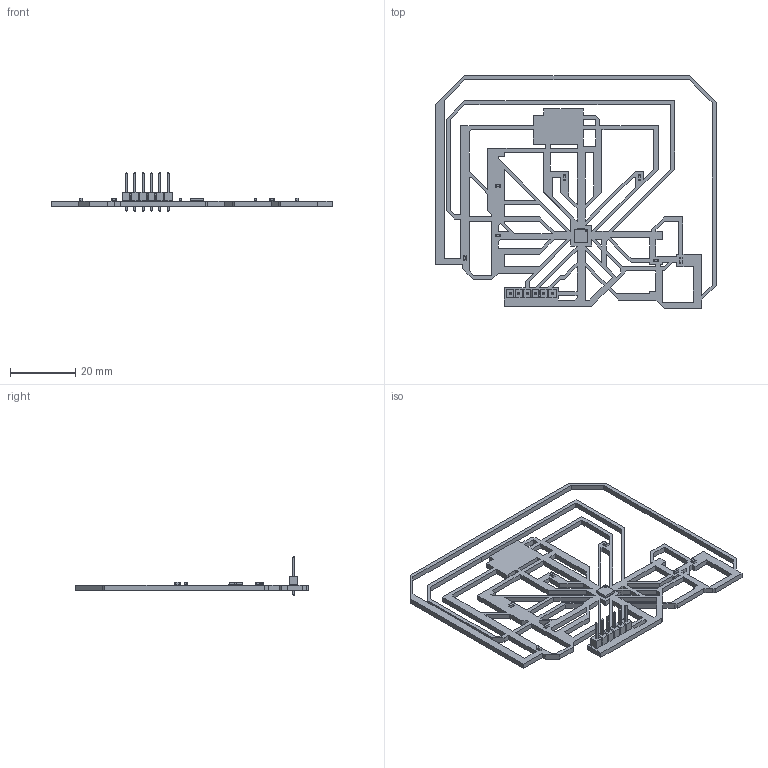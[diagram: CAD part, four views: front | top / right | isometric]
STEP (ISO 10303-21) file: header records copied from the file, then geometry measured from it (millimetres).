
FILE_DESCRIPTION(('KiCad electronic assembly'),'2;1');
FILE_NAME('asdfgg.step','2022-08-20T19:08:27',('Pcbnew'),('Kicad'), 'Open CASCADE STEP processor 7.5','KiCad to STEP converter','Unknown' );
FILE_SCHEMA(('AUTOMOTIVE_DESIGN { 1 0 10303 214 1 1 1 1 }'));
Length unit declared in the file: millimetre
Products named in the file (8): asdfgg 1; C_0603_1608Metric; SOLID; AD8232ACPZ-WP; COMPOUND; 6130xx11121-6Pin; asdfgg PCB
Assembly tree (13 placements, depth 3):
  asdfgg 1
    C_0603_1608Metric  x7
      SOLID
    AD8232ACPZ-WP
      COMPOUND
    6130xx11121-6Pin
      COMPOUND
    asdfgg PCB
Bounding box: 85.72 x 71.12 x 11.89 mm (x, y, z)
Volume: 3366.8 mm3; surface area: 8018.4 mm2
Topology: 37 solids, 37 shells, 768 faces, 1929 edges, 1250 vertices
Faces by surface type: bspline 480, plane 282, cylinder 6
Full cylindrical faces by diameter (mm): 1.1 x6
Entity records: 35947 total; most frequent: CARTESIAN_POINT 9602, DIRECTION 3190, ORIENTED_EDGE 2994, PCURVE 2994, DEFINITIONAL_REPRESENTATION 2994, LINE 2550, VECTOR 2550, B_SPLINE_CURVE_WITH_KNOTS 1785
